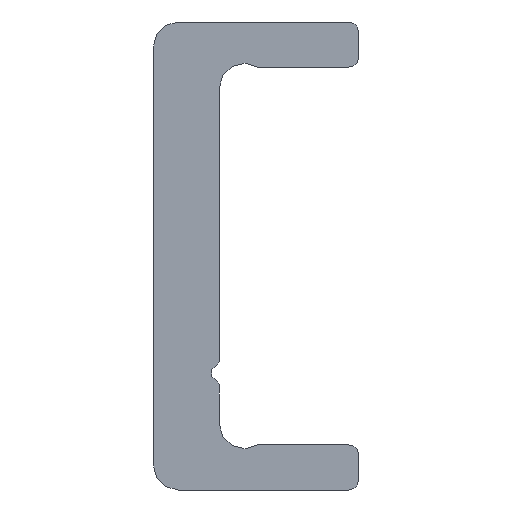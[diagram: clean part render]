
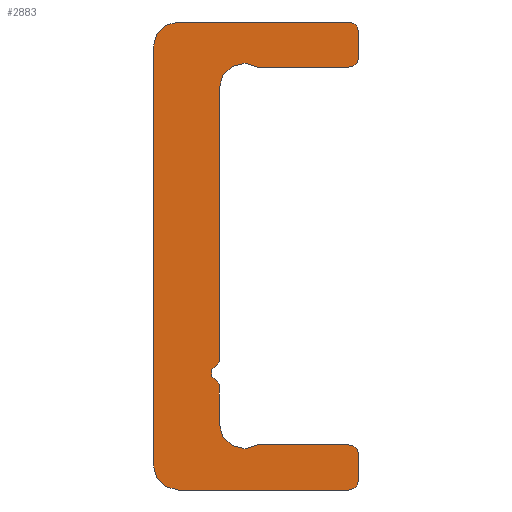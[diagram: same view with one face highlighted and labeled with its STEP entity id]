
A CAD part, left-side view. The second image highlights one B-rep face of the part: STEP entity #2883.
In plain terms, the highlighted planar face has unit normal (-1, 0, 0).
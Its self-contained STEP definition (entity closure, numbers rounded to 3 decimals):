
#2056=CARTESIAN_POINT('',(0.0,-6.15,-13.4));
#2057=VERTEX_POINT('',#2056);
#2064=CARTESIAN_POINT('',(0.0,-5.55,-14.));
#2065=VERTEX_POINT('',#2064);
#2066=CARTESIAN_POINT('',(0.0,-5.55,-13.4));
#2067=DIRECTION('',(1.0,0.0,0.0));
#2068=DIRECTION('',(0.0,-1.0,0.0));
#2069=AXIS2_PLACEMENT_3D('',#2066,#2067,#2068);
#2070=CIRCLE('',#2069,0.6);
#2071=EDGE_CURVE('',#2057,#2065,#2070,.T.);
#2095=CARTESIAN_POINT('',(0.0,-6.15,-11.9));
#2096=VERTEX_POINT('',#2095);
#2103=CARTESIAN_POINT('',(0.0,-6.15,-11.9));
#2104=DIRECTION('',(0.0,0.0,-1.0));
#2105=VECTOR('',#2104,1.5);
#2106=LINE('',#2103,#2105);
#2107=EDGE_CURVE('',#2096,#2057,#2106,.T.);
#2127=CARTESIAN_POINT('',(0.0,-5.55,-11.3));
#2128=VERTEX_POINT('',#2127);
#2135=CARTESIAN_POINT('',(0.0,-5.55,-11.9));
#2136=DIRECTION('',(1.0,0.0,0.0));
#2137=DIRECTION('',(0.0,0.0,1.0));
#2138=AXIS2_PLACEMENT_3D('',#2135,#2136,#2137);
#2139=CIRCLE('',#2138,0.6);
#2140=EDGE_CURVE('',#2128,#2096,#2139,.T.);
#2159=CARTESIAN_POINT('',(0.0,-0.098,-11.3));
#2160=VERTEX_POINT('',#2159);
#2167=CARTESIAN_POINT('',(0.0,-0.098,-11.3));
#2168=DIRECTION('',(0.0,-1.0,0.0));
#2169=VECTOR('',#2168,5.452);
#2170=LINE('',#2167,#2169);
#2171=EDGE_CURVE('',#2160,#2128,#2170,.T.);
#2191=CARTESIAN_POINT('',(0.0,2.2,-10.03));
#2192=VERTEX_POINT('',#2191);
#2199=CARTESIAN_POINT('',(0.0,0.7,-10.03));
#2200=DIRECTION('',(-1.0,0.0,0.0));
#2201=DIRECTION('',(0.0,0.532,0.847));
#2202=AXIS2_PLACEMENT_3D('',#2199,#2200,#2201);
#2203=CIRCLE('',#2202,1.5);
#2204=EDGE_CURVE('',#2192,#2160,#2203,.T.);
#2223=CARTESIAN_POINT('',(0.0,2.2,-7.707));
#2224=VERTEX_POINT('',#2223);
#2231=CARTESIAN_POINT('',(0.0,2.2,-7.707));
#2232=DIRECTION('',(0.0,0.0,-1.0));
#2233=VECTOR('',#2232,2.323);
#2234=LINE('',#2231,#2233);
#2235=EDGE_CURVE('',#2224,#2192,#2234,.T.);
#2255=CARTESIAN_POINT('',(0.0,2.367,-7.471));
#2256=VERTEX_POINT('',#2255);
#2263=CARTESIAN_POINT('',(0.0,2.45,-7.707));
#2264=DIRECTION('',(1.0,0.0,0.0));
#2265=DIRECTION('',(0.0,-0.333,0.943));
#2266=AXIS2_PLACEMENT_3D('',#2263,#2264,#2265);
#2267=CIRCLE('',#2266,0.25);
#2268=EDGE_CURVE('',#2256,#2224,#2267,.T.);
#2288=CARTESIAN_POINT('',(0.0,2.367,-6.529));
#2289=VERTEX_POINT('',#2288);
#2296=CARTESIAN_POINT('',(0.0,2.2,-7.));
#2297=DIRECTION('',(-1.0,0.0,0.0));
#2298=DIRECTION('',(0.0,-0.333,0.943));
#2299=AXIS2_PLACEMENT_3D('',#2296,#2297,#2298);
#2300=CIRCLE('',#2299,0.5);
#2301=EDGE_CURVE('',#2289,#2256,#2300,.T.);
#2321=CARTESIAN_POINT('',(0.0,2.2,-6.293));
#2322=VERTEX_POINT('',#2321);
#2329=CARTESIAN_POINT('',(0.0,2.45,-6.293));
#2330=DIRECTION('',(1.0,0.0,0.0));
#2331=DIRECTION('',(0.0,-1.0,0.0));
#2332=AXIS2_PLACEMENT_3D('',#2329,#2330,#2331);
#2333=CIRCLE('',#2332,0.25);
#2334=EDGE_CURVE('',#2322,#2289,#2333,.T.);
#2353=CARTESIAN_POINT('',(0.0,2.2,10.03));
#2354=VERTEX_POINT('',#2353);
#2361=CARTESIAN_POINT('',(0.0,2.2,10.03));
#2362=DIRECTION('',(0.0,0.0,-1.0));
#2363=VECTOR('',#2362,16.323);
#2364=LINE('',#2361,#2363);
#2365=EDGE_CURVE('',#2354,#2322,#2364,.T.);
#2472=CARTESIAN_POINT('',(0.0,-0.098,11.3));
#2473=VERTEX_POINT('',#2472);
#2480=CARTESIAN_POINT('',(0.0,0.7,10.03));
#2481=DIRECTION('',(-1.0,0.0,0.0));
#2482=DIRECTION('',(0.0,-1.0,0.0));
#2483=AXIS2_PLACEMENT_3D('',#2480,#2481,#2482);
#2484=CIRCLE('',#2483,1.5);
#2485=EDGE_CURVE('',#2473,#2354,#2484,.T.);
#2504=CARTESIAN_POINT('',(0.0,-5.55,11.3));
#2505=VERTEX_POINT('',#2504);
#2512=CARTESIAN_POINT('',(0.0,-5.55,11.3));
#2513=DIRECTION('',(0.0,1.0,0.0));
#2514=VECTOR('',#2513,5.452);
#2515=LINE('',#2512,#2514);
#2516=EDGE_CURVE('',#2505,#2473,#2515,.T.);
#2536=CARTESIAN_POINT('',(0.0,-6.15,11.9));
#2537=VERTEX_POINT('',#2536);
#2544=CARTESIAN_POINT('',(0.0,-5.55,11.9));
#2545=DIRECTION('',(1.0,0.0,0.0));
#2546=DIRECTION('',(0.0,-1.0,0.0));
#2547=AXIS2_PLACEMENT_3D('',#2544,#2545,#2546);
#2548=CIRCLE('',#2547,0.6);
#2549=EDGE_CURVE('',#2537,#2505,#2548,.T.);
#2568=CARTESIAN_POINT('',(0.0,-6.15,13.4));
#2569=VERTEX_POINT('',#2568);
#2576=CARTESIAN_POINT('',(0.0,-6.15,13.4));
#2577=DIRECTION('',(0.0,0.0,-1.0));
#2578=VECTOR('',#2577,1.5);
#2579=LINE('',#2576,#2578);
#2580=EDGE_CURVE('',#2569,#2537,#2579,.T.);
#2600=CARTESIAN_POINT('',(0.0,-5.55,14.));
#2601=VERTEX_POINT('',#2600);
#2608=CARTESIAN_POINT('',(0.0,-5.55,13.4));
#2609=DIRECTION('',(1.0,0.0,0.0));
#2610=DIRECTION('',(0.0,0.0,1.0));
#2611=AXIS2_PLACEMENT_3D('',#2608,#2609,#2610);
#2612=CIRCLE('',#2611,0.6);
#2613=EDGE_CURVE('',#2601,#2569,#2612,.T.);
#2632=CARTESIAN_POINT('',(0.0,4.65,14.));
#2633=VERTEX_POINT('',#2632);
#2640=CARTESIAN_POINT('',(0.0,4.65,14.));
#2641=DIRECTION('',(0.0,-1.0,0.0));
#2642=VECTOR('',#2641,10.2);
#2643=LINE('',#2640,#2642);
#2644=EDGE_CURVE('',#2633,#2601,#2643,.T.);
#2664=CARTESIAN_POINT('',(0.0,6.15,12.5));
#2665=VERTEX_POINT('',#2664);
#2672=CARTESIAN_POINT('',(0.0,4.65,12.5));
#2673=DIRECTION('',(1.0,0.0,0.0));
#2674=DIRECTION('',(0.0,1.0,0.0));
#2675=AXIS2_PLACEMENT_3D('',#2672,#2673,#2674);
#2676=CIRCLE('',#2675,1.5);
#2677=EDGE_CURVE('',#2665,#2633,#2676,.T.);
#2696=CARTESIAN_POINT('',(0.0,6.15,-12.5));
#2697=VERTEX_POINT('',#2696);
#2704=CARTESIAN_POINT('',(0.0,6.15,-12.5));
#2705=DIRECTION('',(0.0,0.0,1.0));
#2706=VECTOR('',#2705,25.);
#2707=LINE('',#2704,#2706);
#2708=EDGE_CURVE('',#2697,#2665,#2707,.T.);
#2815=CARTESIAN_POINT('',(0.0,4.65,-14.));
#2816=VERTEX_POINT('',#2815);
#2823=CARTESIAN_POINT('',(0.0,4.65,-12.5));
#2824=DIRECTION('',(1.0,0.0,0.0));
#2825=DIRECTION('',(0.0,0.0,-1.0));
#2826=AXIS2_PLACEMENT_3D('',#2823,#2824,#2825);
#2827=CIRCLE('',#2826,1.5);
#2828=EDGE_CURVE('',#2816,#2697,#2827,.T.);
#2846=CARTESIAN_POINT('',(0.0,-5.55,-14.));
#2847=DIRECTION('',(0.0,1.0,0.0));
#2848=VECTOR('',#2847,10.2);
#2849=LINE('',#2846,#2848);
#2850=EDGE_CURVE('',#2065,#2816,#2849,.T.);
#2856=CARTESIAN_POINT('',(0.0,1.616,-0.032));
#2857=DIRECTION('',(1.0,0.0,0.0));
#2858=DIRECTION('',(0.0,0.0,-1.0));
#2859=AXIS2_PLACEMENT_3D('',#2856,#2857,#2858);
#2860=PLANE('',#2859);
#2861=ORIENTED_EDGE('',*,*,#2850,.F.);
#2862=ORIENTED_EDGE('',*,*,#2071,.F.);
#2863=ORIENTED_EDGE('',*,*,#2107,.F.);
#2864=ORIENTED_EDGE('',*,*,#2140,.F.);
#2865=ORIENTED_EDGE('',*,*,#2171,.F.);
#2866=ORIENTED_EDGE('',*,*,#2204,.F.);
#2867=ORIENTED_EDGE('',*,*,#2235,.F.);
#2868=ORIENTED_EDGE('',*,*,#2268,.F.);
#2869=ORIENTED_EDGE('',*,*,#2301,.F.);
#2870=ORIENTED_EDGE('',*,*,#2334,.F.);
#2871=ORIENTED_EDGE('',*,*,#2365,.F.);
#2872=ORIENTED_EDGE('',*,*,#2485,.F.);
#2873=ORIENTED_EDGE('',*,*,#2516,.F.);
#2874=ORIENTED_EDGE('',*,*,#2549,.F.);
#2875=ORIENTED_EDGE('',*,*,#2580,.F.);
#2876=ORIENTED_EDGE('',*,*,#2613,.F.);
#2877=ORIENTED_EDGE('',*,*,#2644,.F.);
#2878=ORIENTED_EDGE('',*,*,#2677,.F.);
#2879=ORIENTED_EDGE('',*,*,#2708,.F.);
#2880=ORIENTED_EDGE('',*,*,#2828,.F.);
#2881=EDGE_LOOP('',(#2861,#2862,#2863,#2864,#2865,#2866,#2867,#2868,#2869,#2870,#2871,#2872,#2873,#2874,#2875,#2876,#2877,#2878,#2879,#2880));
#2882=FACE_OUTER_BOUND('',#2881,.T.);
#2883=ADVANCED_FACE('',(#2882),#2860,.F.);
